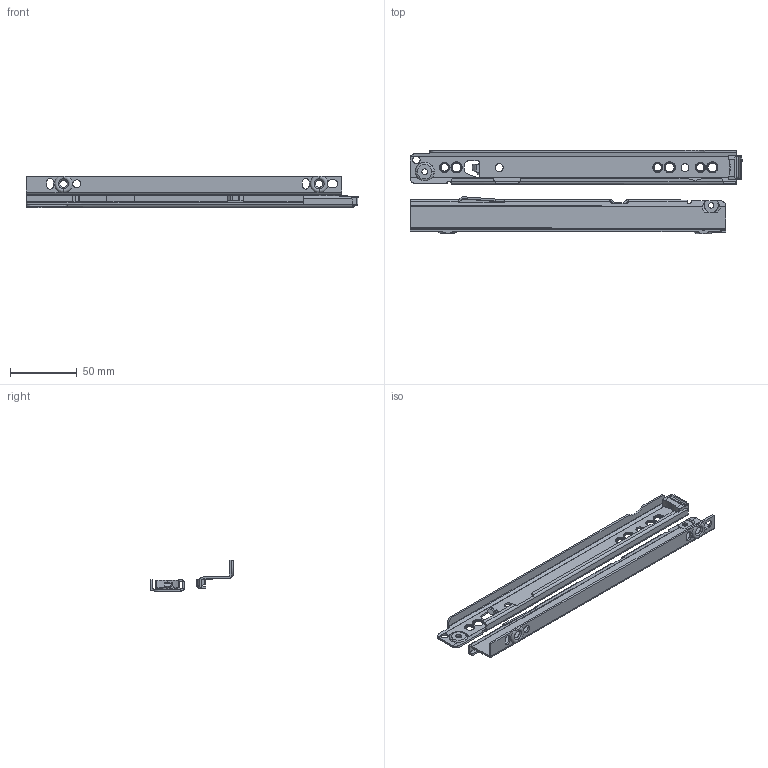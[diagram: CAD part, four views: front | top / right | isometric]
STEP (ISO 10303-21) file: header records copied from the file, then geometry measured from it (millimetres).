
FILE_DESCRIPTION (( 'STEP AP214' ), '1' );
FILE_NAME ('FR_6500.0250mm_10inch_closed_left.STEP', '2022-11-15T14:05:39', ( '' ), ( '' ), 'SwSTEP 2.0', 'SolidWorks 2020', '' );
FILE_SCHEMA (( 'AUTOMOTIVE_DESIGN' ));
Length unit declared in the file: millimetre
Products named in the file (6): 6500.250-01.L020_NL 250; 6500.250-03.L120; 6500.250-03.L120_NL 250; AG-008; FR_6500.0250mm_10inch_closed_left
Assembly tree (5 placements, depth 3):
  FR_6500.0250mm_10inch_closed_left
    6500.250-01.L020_NL 250
      6500.250-01.L020_NL 250
      AG-008
    6500.250-03.L120_NL 250
      6500.250-03.L120
Bounding box: 249.3 x 62.58 x 23.3 mm (x, y, z)
Volume: 29463.4 mm3; surface area: 41621.7 mm2
Topology: 3 solids, 3 shells, 606 faces, 1524 edges, 929 vertices
Faces by surface type: cylinder 248, plane 236, bspline 43, torus 39, cone 36, sphere 4
Entity records: 20203 total; most frequent: CARTESIAN_POINT 5772, ORIENTED_EDGE 3040, DIRECTION 2958, EDGE_CURVE 1520, AXIS2_PLACEMENT_3D 1108, VERTEX_POINT 929, LINE 742, VECTOR 742
